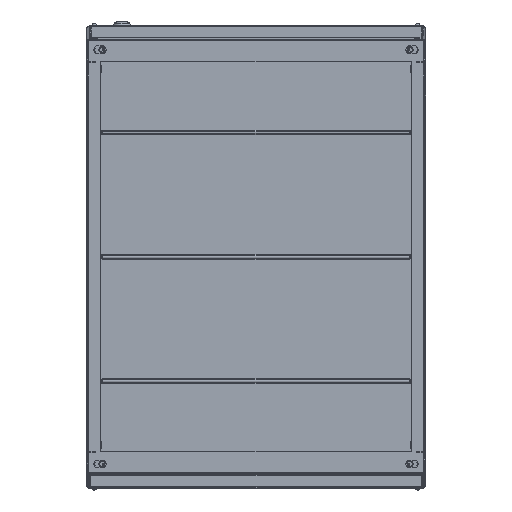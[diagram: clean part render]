
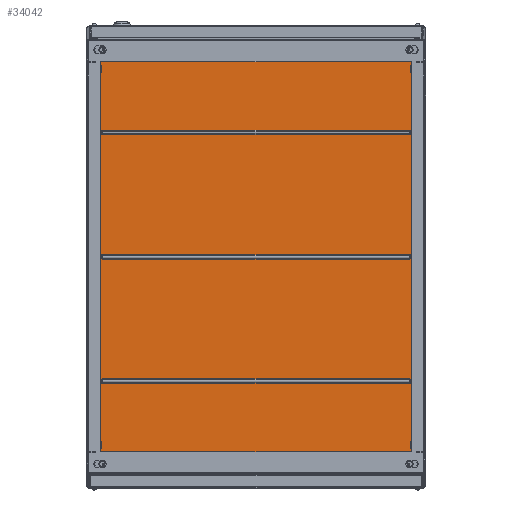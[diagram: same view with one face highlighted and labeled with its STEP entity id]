
A CAD part, front view. The second image highlights one B-rep face of the part: STEP entity #34042.
In plain terms, the highlighted planar face has unit normal (0, -1, 0).
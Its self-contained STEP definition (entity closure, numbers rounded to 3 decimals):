
#1198 = VERTEX_POINT ( 'NONE', #101207 ) ;
#1278 = DIRECTION ( 'NONE',  ( 0., 0., 1. ) ) ;
#1717 = LINE ( 'NONE', #35438, #39825 ) ;
#4387 = LINE ( 'NONE', #163694, #86873 ) ;
#5055 = EDGE_CURVE ( 'NONE', #75843, #148163, #162592, .T. ) ;
#5271 = DIRECTION ( 'NONE',  ( 0., 0., -1. ) ) ;
#6043 = DIRECTION ( 'NONE',  ( 1., 0., 0. ) ) ;
#7611 = DIRECTION ( 'NONE',  ( -1., 0., 0. ) ) ;
#7681 = EDGE_LOOP ( 'NONE', ( #37631, #69210, #161562, #53087 ) ) ;
#7747 = VERTEX_POINT ( 'NONE', #96826 ) ;
#9647 = EDGE_LOOP ( 'NONE', ( #97993, #80539, #31363, #159922 ) ) ;
#11955 = DIRECTION ( 'NONE',  ( 0., 0., -1. ) ) ;
#12379 = VERTEX_POINT ( 'NONE', #131050 ) ;
#14362 = DIRECTION ( 'NONE',  ( -1., 0., 0. ) ) ;
#15685 = CIRCLE ( 'NONE', #78458, 4. ) ;
#16195 = VERTEX_POINT ( 'NONE', #141213 ) ;
#21129 = EDGE_CURVE ( 'NONE', #130811, #111105, #89321, .T. ) ;
#22203 = CARTESIAN_POINT ( 'NONE',  ( -300., 2000., -385. ) ) ;
#22348 = EDGE_CURVE ( 'NONE', #1198, #130733, #165396, .T. ) ;
#22703 = CARTESIAN_POINT ( 'NONE',  ( 271.4, 2000., 220. ) ) ;
#23998 = CARTESIAN_POINT ( 'NONE',  ( -271.4, 2000., -4. ) ) ;
#24130 = DIRECTION ( 'NONE',  ( -1., 0., 0. ) ) ;
#24556 = CIRCLE ( 'NONE', #97318, 4. ) ;
#25771 = VECTOR ( 'NONE', #6043, 1000. ) ;
#25816 = ORIENTED_EDGE ( 'NONE', *, *, #66628, .F. ) ;
#25891 = CARTESIAN_POINT ( 'NONE',  ( -271.4, 2000., -220. ) ) ;
#26855 = CARTESIAN_POINT ( 'NONE',  ( 300., 2000., -385. ) ) ;
#28545 = CARTESIAN_POINT ( 'NONE',  ( 271.4, 2000., 224. ) ) ;
#29070 = VERTEX_POINT ( 'NONE', #39360 ) ;
#29886 = EDGE_CURVE ( 'NONE', #130811, #121114, #64369, .T. ) ;
#30543 = CARTESIAN_POINT ( 'NONE',  ( -271.4, 2000., 0. ) ) ;
#31363 = ORIENTED_EDGE ( 'NONE', *, *, #5055, .T. ) ;
#33999 = FACE_BOUND ( 'NONE', #158437, .T. ) ;
#34042 = ADVANCED_FACE ( 'NONE', ( #74060, #33999, #50140, #102279 ), #83278, .T. ) ;
#35438 = CARTESIAN_POINT ( 'NONE',  ( -271.4, 2000., 224. ) ) ;
#36270 = AXIS2_PLACEMENT_3D ( 'NONE', #88907, #128674, #11955 ) ;
#36440 = ORIENTED_EDGE ( 'NONE', *, *, #105571, .T. ) ;
#36813 = VERTEX_POINT ( 'NONE', #28545 ) ;
#37631 = ORIENTED_EDGE ( 'NONE', *, *, #43578, .T. ) ;
#39309 = DIRECTION ( 'NONE',  ( 0., 0., -1. ) ) ;
#39360 = CARTESIAN_POINT ( 'NONE',  ( 271.4, 2000., -216. ) ) ;
#39825 = VECTOR ( 'NONE', #59037, 1000. ) ;
#42009 = CARTESIAN_POINT ( 'NONE',  ( 271.4, 2000., -4. ) ) ;
#43578 = EDGE_CURVE ( 'NONE', #97945, #12379, #15685, .T. ) ;
#44397 = CARTESIAN_POINT ( 'NONE',  ( -271.4, 2000., 216. ) ) ;
#44571 = EDGE_CURVE ( 'NONE', #158379, #1198, #115529, .T. ) ;
#46699 = CARTESIAN_POINT ( 'NONE',  ( 300., 2000., 385. ) ) ;
#49094 = DIRECTION ( 'NONE',  ( 0., 1., 0. ) ) ;
#49257 = CARTESIAN_POINT ( 'NONE',  ( -271.4, 2000., -224. ) ) ;
#50140 = FACE_BOUND ( 'NONE', #7681, .T. ) ;
#50621 = DIRECTION ( 'NONE',  ( 0., 1., 0. ) ) ;
#51183 = VECTOR ( 'NONE', #92463, 1000. ) ;
#51408 = CARTESIAN_POINT ( 'NONE',  ( 300., 2000., -385. ) ) ;
#52495 = LINE ( 'NONE', #139199, #100580 ) ;
#53087 = ORIENTED_EDGE ( 'NONE', *, *, #68662, .T. ) ;
#59037 = DIRECTION ( 'NONE',  ( 1., 0., 0. ) ) ;
#60763 = AXIS2_PLACEMENT_3D ( 'NONE', #22703, #98470, #74876 ) ;
#62680 = DIRECTION ( 'NONE',  ( 0., 0., 1. ) ) ;
#64369 = LINE ( 'NONE', #75535, #106515 ) ;
#65288 = CARTESIAN_POINT ( 'NONE',  ( -300., 2000., 385. ) ) ;
#65647 = ORIENTED_EDGE ( 'NONE', *, *, #21129, .F. ) ;
#66628 = EDGE_CURVE ( 'NONE', #111105, #156899, #149136, .T. ) ;
#68147 = EDGE_CURVE ( 'NONE', #29070, #158379, #147167, .T. ) ;
#68662 = EDGE_CURVE ( 'NONE', #7747, #97945, #52495, .T. ) ;
#69210 = ORIENTED_EDGE ( 'NONE', *, *, #150295, .T. ) ;
#70086 = LINE ( 'NONE', #82356, #25771 ) ;
#71503 = EDGE_CURVE ( 'NONE', #148163, #98761, #123570, .T. ) ;
#72020 = DIRECTION ( 'NONE',  ( 0., -1., 0. ) ) ;
#74060 = FACE_BOUND ( 'NONE', #9647, .T. ) ;
#74876 = DIRECTION ( 'NONE',  ( 0., 0., -1. ) ) ;
#75422 = VECTOR ( 'NONE', #14362, 1000. ) ;
#75535 = CARTESIAN_POINT ( 'NONE',  ( 300., 2000., 385. ) ) ;
#75843 = VERTEX_POINT ( 'NONE', #109763 ) ;
#76944 = DIRECTION ( 'NONE',  ( 0., 1., 0. ) ) ;
#78188 = VECTOR ( 'NONE', #123727, 1000. ) ;
#78458 = AXIS2_PLACEMENT_3D ( 'NONE', #126464, #49094, #127027 ) ;
#80046 = EDGE_LOOP ( 'NONE', ( #25816, #65647, #112226, #36440 ) ) ;
#80539 = ORIENTED_EDGE ( 'NONE', *, *, #128030, .T. ) ;
#82356 = CARTESIAN_POINT ( 'NONE',  ( -271.4, 2000., 4. ) ) ;
#83278 = PLANE ( 'NONE',  #145101 ) ;
#84920 = CARTESIAN_POINT ( 'NONE',  ( 300., 2000., 385. ) ) ;
#86873 = VECTOR ( 'NONE', #7611, 1000. ) ;
#88907 = CARTESIAN_POINT ( 'NONE',  ( 271.4, 2000., -220. ) ) ;
#89321 = LINE ( 'NONE', #26855, #51183 ) ;
#92151 = AXIS2_PLACEMENT_3D ( 'NONE', #25891, #76944, #39309 ) ;
#92463 = DIRECTION ( 'NONE',  ( -1., 0., 0. ) ) ;
#95608 = DIRECTION ( 'NONE',  ( 0., 1., 0. ) ) ;
#96826 = CARTESIAN_POINT ( 'NONE',  ( 271.4, 2000., 216. ) ) ;
#97318 = AXIS2_PLACEMENT_3D ( 'NONE', #30543, #95608, #5271 ) ;
#97945 = VERTEX_POINT ( 'NONE', #44397 ) ;
#97993 = ORIENTED_EDGE ( 'NONE', *, *, #142320, .T. ) ;
#98470 = DIRECTION ( 'NONE',  ( 0., 1., 0. ) ) ;
#98761 = VERTEX_POINT ( 'NONE', #125476 ) ;
#100580 = VECTOR ( 'NONE', #24130, 1000. ) ;
#101207 = CARTESIAN_POINT ( 'NONE',  ( -271.4, 2000., -224. ) ) ;
#101683 = AXIS2_PLACEMENT_3D ( 'NONE', #165165, #50621, #138169 ) ;
#102279 = FACE_OUTER_BOUND ( 'NONE', #80046, .T. ) ;
#102358 = ORIENTED_EDGE ( 'NONE', *, *, #44571, .T. ) ;
#105571 = EDGE_CURVE ( 'NONE', #121114, #156899, #4387, .T. ) ;
#106515 = VECTOR ( 'NONE', #62680, 1000. ) ;
#107049 = CARTESIAN_POINT ( 'NONE',  ( 271.4, 2000., -224. ) ) ;
#109763 = CARTESIAN_POINT ( 'NONE',  ( 271.4, 2000., 4. ) ) ;
#111105 = VERTEX_POINT ( 'NONE', #22203 ) ;
#112226 = ORIENTED_EDGE ( 'NONE', *, *, #29886, .T. ) ;
#114825 = CIRCLE ( 'NONE', #60763, 4. ) ;
#115529 = LINE ( 'NONE', #49257, #75422 ) ;
#118985 = EDGE_CURVE ( 'NONE', #36813, #7747, #114825, .T. ) ;
#121114 = VERTEX_POINT ( 'NONE', #46699 ) ;
#123570 = LINE ( 'NONE', #23998, #149761 ) ;
#123727 = DIRECTION ( 'NONE',  ( 1., 0., 0. ) ) ;
#124927 = VECTOR ( 'NONE', #1278, 1000. ) ;
#125476 = CARTESIAN_POINT ( 'NONE',  ( -271.4, 2000., -4. ) ) ;
#126464 = CARTESIAN_POINT ( 'NONE',  ( -271.4, 2000., 220. ) ) ;
#127027 = DIRECTION ( 'NONE',  ( 0., 0., -1. ) ) ;
#128030 = EDGE_CURVE ( 'NONE', #16195, #75843, #70086, .T. ) ;
#128674 = DIRECTION ( 'NONE',  ( 0., 1., 0. ) ) ;
#130733 = VERTEX_POINT ( 'NONE', #150218 ) ;
#130811 = VERTEX_POINT ( 'NONE', #51408 ) ;
#131050 = CARTESIAN_POINT ( 'NONE',  ( -271.4, 2000., 224. ) ) ;
#134614 = ORIENTED_EDGE ( 'NONE', *, *, #22348, .T. ) ;
#138169 = DIRECTION ( 'NONE',  ( 0., 0., -1. ) ) ;
#139047 = DIRECTION ( 'NONE',  ( -1., 0., 0. ) ) ;
#139199 = CARTESIAN_POINT ( 'NONE',  ( -271.4, 2000., 216. ) ) ;
#141213 = CARTESIAN_POINT ( 'NONE',  ( -271.4, 2000., 4. ) ) ;
#142320 = EDGE_CURVE ( 'NONE', #98761, #16195, #24556, .T. ) ;
#142484 = LINE ( 'NONE', #150190, #78188 ) ;
#143640 = EDGE_CURVE ( 'NONE', #130733, #29070, #142484, .T. ) ;
#145101 = AXIS2_PLACEMENT_3D ( 'NONE', #84920, #72020, #161857 ) ;
#147167 = CIRCLE ( 'NONE', #36270, 4. ) ;
#148163 = VERTEX_POINT ( 'NONE', #42009 ) ;
#149136 = LINE ( 'NONE', #65288, #124927 ) ;
#149543 = CARTESIAN_POINT ( 'NONE',  ( -300., 2000., 385. ) ) ;
#149755 = ORIENTED_EDGE ( 'NONE', *, *, #68147, .T. ) ;
#149761 = VECTOR ( 'NONE', #139047, 1000. ) ;
#150190 = CARTESIAN_POINT ( 'NONE',  ( -271.4, 2000., -216. ) ) ;
#150218 = CARTESIAN_POINT ( 'NONE',  ( -271.4, 2000., -216. ) ) ;
#150295 = EDGE_CURVE ( 'NONE', #12379, #36813, #1717, .T. ) ;
#156899 = VERTEX_POINT ( 'NONE', #149543 ) ;
#158379 = VERTEX_POINT ( 'NONE', #107049 ) ;
#158437 = EDGE_LOOP ( 'NONE', ( #134614, #163400, #149755, #102358 ) ) ;
#159922 = ORIENTED_EDGE ( 'NONE', *, *, #71503, .T. ) ;
#161562 = ORIENTED_EDGE ( 'NONE', *, *, #118985, .T. ) ;
#161857 = DIRECTION ( 'NONE',  ( 0., 0., -1. ) ) ;
#162592 = CIRCLE ( 'NONE', #101683, 4. ) ;
#163400 = ORIENTED_EDGE ( 'NONE', *, *, #143640, .T. ) ;
#163694 = CARTESIAN_POINT ( 'NONE',  ( 300., 2000., 385. ) ) ;
#165165 = CARTESIAN_POINT ( 'NONE',  ( 271.4, 2000., 0. ) ) ;
#165396 = CIRCLE ( 'NONE', #92151, 4. ) ;
